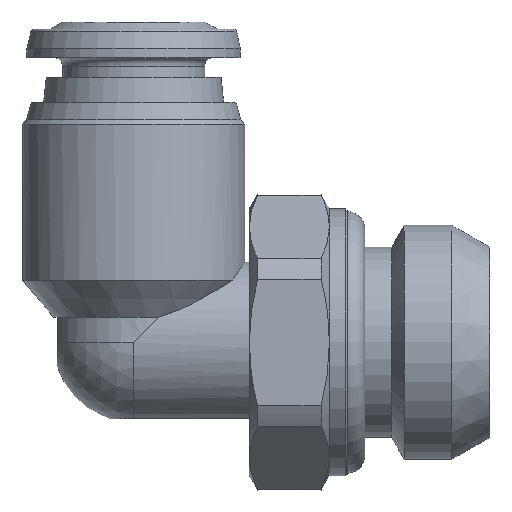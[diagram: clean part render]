
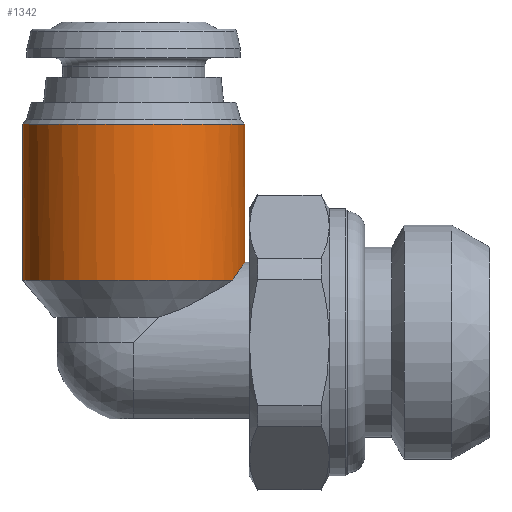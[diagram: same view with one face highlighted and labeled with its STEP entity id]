
A CAD part, left-side view. The second image highlights one B-rep face of the part: STEP entity #1342.
In plain terms, the highlighted cylindrical face has radius 6.25 mm (diameter 12.5 mm), a full revolution.
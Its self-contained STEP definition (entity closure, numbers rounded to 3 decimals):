
#66=B_SPLINE_CURVE_WITH_KNOTS('',3,(#1839,#1840,#1841,#1842,#1843,#1844,
#1845),.UNSPECIFIED.,.F.,.F.,(4,1,1,1,4),(0.,0.002,0.003,
0.005,0.006),.UNSPECIFIED.);
#141=CIRCLE('',#1397,6.25);
#176=CIRCLE('',#1463,6.25);
#333=ORIENTED_EDGE('',*,*,#446,.F.);
#334=ORIENTED_EDGE('',*,*,#439,.T.);
#335=ORIENTED_EDGE('',*,*,#520,.T.);
#439=EDGE_CURVE('',#554,#553,#66,.T.);
#446=EDGE_CURVE('',#554,#553,#141,.T.);
#520=EDGE_CURVE('',#604,#604,#176,.T.);
#553=VERTEX_POINT('',#1838);
#554=VERTEX_POINT('',#1846);
#604=VERTEX_POINT('',#2085);
#672=EDGE_LOOP('',(#333,#334));
#673=EDGE_LOOP('',(#335));
#771=FACE_BOUND('',#672,.T.);
#772=FACE_BOUND('',#673,.T.);
#838=CYLINDRICAL_SURFACE('',#1462,6.25);
#1342=ADVANCED_FACE('',(#771,#772),#838,.T.);
#1397=AXIS2_PLACEMENT_3D('',#1862,#1555,#1556);
#1462=AXIS2_PLACEMENT_3D('',#2083,#1700,#1701);
#1463=AXIS2_PLACEMENT_3D('',#2084,#1702,#1703);
#1555=DIRECTION('',(0.,0.,-1.));
#1556=DIRECTION('',(-1.,0.,0.));
#1700=DIRECTION('',(0.,0.,-1.));
#1701=DIRECTION('',(-1.,0.,0.));
#1702=DIRECTION('',(0.,0.,-1.));
#1703=DIRECTION('',(-1.,0.,0.));
#1838=CARTESIAN_POINT('',(2.828,14.427,3.5));
#1839=CARTESIAN_POINT('',(-2.828,14.427,3.5));
#1840=CARTESIAN_POINT('',(-2.446,14.233,3.809));
#1841=CARTESIAN_POINT('',(-1.574,13.889,4.309));
#1842=CARTESIAN_POINT('',(-0.005,13.681,4.595));
#1843=CARTESIAN_POINT('',(1.568,13.887,4.312));
#1844=CARTESIAN_POINT('',(2.445,14.232,3.81));
#1845=CARTESIAN_POINT('',(2.828,14.427,3.5));
#1846=CARTESIAN_POINT('',(-2.828,14.427,3.5));
#1862=CARTESIAN_POINT('',(0.,20.,3.5));
#2083=CARTESIAN_POINT('',(0.,20.,0.));
#2084=CARTESIAN_POINT('',(0.,20.,12.268));
#2085=CARTESIAN_POINT('',(-6.25,20.,12.268));
